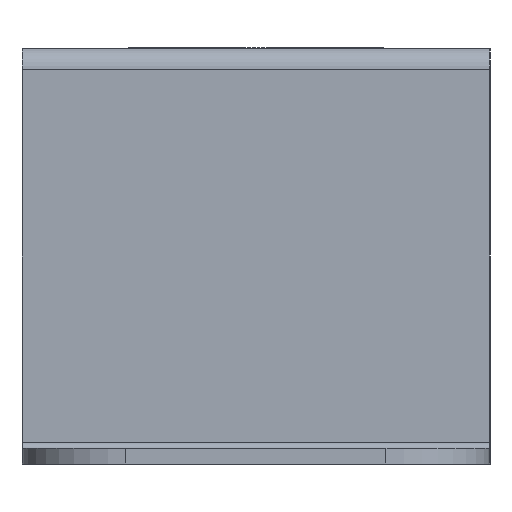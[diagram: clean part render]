
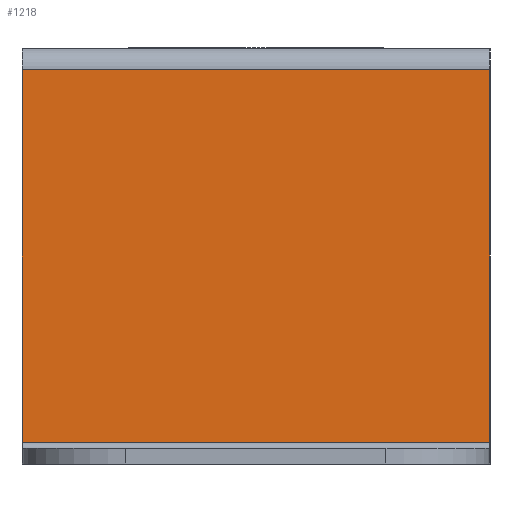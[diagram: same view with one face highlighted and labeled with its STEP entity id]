
A CAD part, left-side view. The second image highlights one B-rep face of the part: STEP entity #1218.
In plain terms, the highlighted planar face has unit normal (-1, 0, 0).
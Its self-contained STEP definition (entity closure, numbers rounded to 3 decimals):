
#49 = EDGE_CURVE ( 'NONE', #526, #412, #794, .T. ) ;
#146 = LINE ( 'NONE', #368, #302 ) ;
#302 = VECTOR ( 'NONE', #1280, 1000. ) ;
#368 = CARTESIAN_POINT ( 'NONE',  ( -71.5, 22.5, -2.1 ) ) ;
#378 = LINE ( 'NONE', #1336, #627 ) ;
#405 = LINE ( 'NONE', #1386, #1402 ) ;
#412 = VERTEX_POINT ( 'NONE', #717 ) ;
#526 = VERTEX_POINT ( 'NONE', #1419 ) ;
#627 = VECTOR ( 'NONE', #911, 1000. ) ;
#670 = ORIENTED_EDGE ( 'NONE', *, *, #49, .T. ) ;
#687 = CARTESIAN_POINT ( 'NONE',  ( -71.5, 0., 0. ) ) ;
#693 = EDGE_CURVE ( 'NONE', #1409, #1278, #378, .T. ) ;
#694 = DIRECTION ( 'NONE',  ( 0., 0., 1. ) ) ;
#717 = CARTESIAN_POINT ( 'NONE',  ( -71.5, -22.5, -2.1 ) ) ;
#771 = CARTESIAN_POINT ( 'NONE',  ( -71.5, -22.5, 0. ) ) ;
#794 = LINE ( 'NONE', #771, #894 ) ;
#814 = ORIENTED_EDGE ( 'NONE', *, *, #1635, .F. ) ;
#873 = FACE_OUTER_BOUND ( 'NONE', #1289, .T. ) ;
#894 = VECTOR ( 'NONE', #1426, 1000. ) ;
#911 = DIRECTION ( 'NONE',  ( 0., 0., -1. ) ) ;
#935 = CARTESIAN_POINT ( 'NONE',  ( -71.5, 22.5, -37.9 ) ) ;
#942 = ORIENTED_EDGE ( 'NONE', *, *, #693, .T. ) ;
#944 = PLANE ( 'NONE',  #1265 ) ;
#1081 = ORIENTED_EDGE ( 'NONE', *, *, #1610, .T. ) ;
#1193 = DIRECTION ( 'NONE',  ( -1., 0., 0. ) ) ;
#1218 = ADVANCED_FACE ( 'NONE', ( #873 ), #944, .T. ) ;
#1265 = AXIS2_PLACEMENT_3D ( 'NONE', #687, #1193, #694 ) ;
#1278 = VERTEX_POINT ( 'NONE', #935 ) ;
#1280 = DIRECTION ( 'NONE',  ( 0., -1., 0. ) ) ;
#1289 = EDGE_LOOP ( 'NONE', ( #814, #942, #1081, #670 ) ) ;
#1336 = CARTESIAN_POINT ( 'NONE',  ( -71.5, 22.5, 0. ) ) ;
#1386 = CARTESIAN_POINT ( 'NONE',  ( -71.5, 0., -37.9 ) ) ;
#1402 = VECTOR ( 'NONE', #1420, 1000. ) ;
#1409 = VERTEX_POINT ( 'NONE', #1479 ) ;
#1419 = CARTESIAN_POINT ( 'NONE',  ( -71.5, -22.5, -37.9 ) ) ;
#1420 = DIRECTION ( 'NONE',  ( 0., -1., 0. ) ) ;
#1426 = DIRECTION ( 'NONE',  ( 0., 0., 1. ) ) ;
#1479 = CARTESIAN_POINT ( 'NONE',  ( -71.5, 22.5, -2.1 ) ) ;
#1610 = EDGE_CURVE ( 'NONE', #1278, #526, #405, .T. ) ;
#1635 = EDGE_CURVE ( 'NONE', #1409, #412, #146, .T. ) ;
